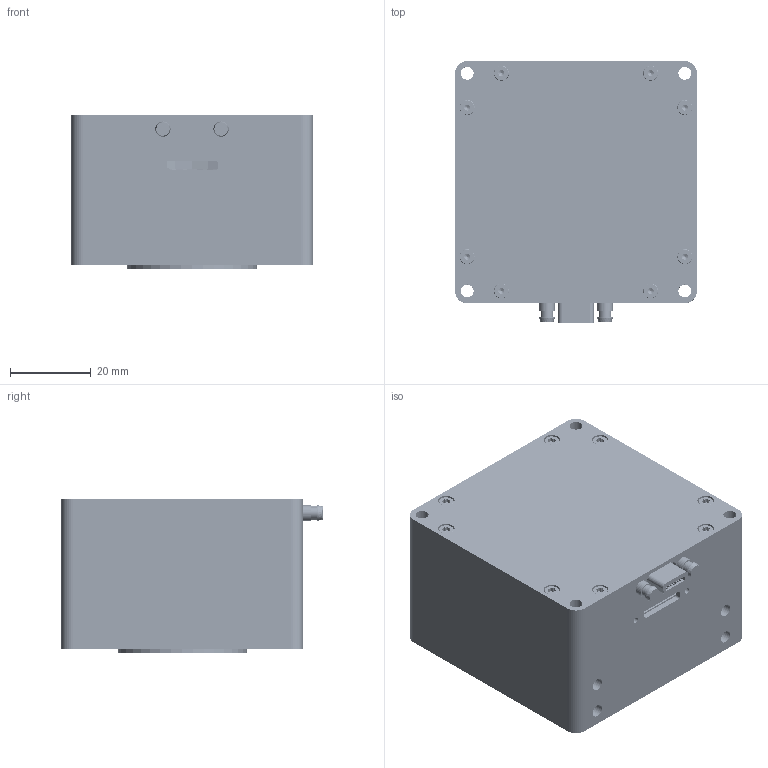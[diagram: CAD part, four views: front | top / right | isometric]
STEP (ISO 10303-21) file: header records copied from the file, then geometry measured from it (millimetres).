
FILE_DESCRIPTION(/* description */ (''),/* implementation_level */ '2;1');
FILE_NAME(/* name */ 'MECH-MD-814-ASM-1B-lightweight.stp',/* time_stamp */ '2014-08-05T14:30:17+02:00',/* author */ (''),/* organization */ (''),/* preprocessor_version */ 'ST-DEVELOPER v15',/* originating_system */ 'SIEMENS PLM Software NX 8.5',/* authorisation */ '');
FILE_SCHEMA (('AUTOMOTIVE_DESIGN { 1 0 10303 214 3 1 1 1 }'));
Products named in the file (20): PCB-MDIO_12214-8250-00FR; PGA-68-Glass; PGA-68-Silicon; PGA-68-Ceramic; PCB-MD68SY_PCB_MECH_2A; SCREW_A145790210_1A; SCREW_A145790208_1A; SCREW_A145790216_1a; MECH-MD-814-LP1x5-1A; MECH-MD-814-FHC-1B; MECH-MD-814-REAR-2-1B; MECH-MD-814-REAR-1-1B; MECH-MD-814-MID-1-1B; MECH-MD-814-FRONT-1-1B; MECH-MD-814-FLT-25X1.1-1A; PCB-MD-PCB-MDIO_1_1A_MODEL; PCB-MD-PCB-MDIO-ASM-BENT-1A; ICX-PGA-68; PCB-MD-MD68SY-PCA-2A_MODEL; MECH-MD-814-ASM-1B
Assembly tree (46 placements, depth 4):
  MECH-MD-814-ASM-1B
    MECH-MD-814-FLT-25X1.1-1A
    MECH-MD-814-FRONT-1-1B
    MECH-MD-814-MID-1-1B
    MECH-MD-814-REAR-1-1B
    MECH-MD-814-REAR-2-1B
    MECH-MD-814-FHC-1B
    PCB-MD-MD68SY-PCA-2A_MODEL
      ICX-PGA-68
        PGA-68-Ceramic
        PGA-68-Silicon
        PGA-68-Glass
      PCB-MD68SY_PCB_MECH_2A
    PCB-MD-PCB-MDIO-ASM-BENT-1A
      PCB-MD-PCB-MDIO_1_1A_MODEL
        PCB-MDIO_12214-8250-00FR
    MECH-MD-814-LP1x5-1A  x3
    SCREW_A145790216_1a  x8
    SCREW_A145790208_1A  x16
    SCREW_A145790210_1A  x4
Bounding box: 60 x 64.91 x 38.24 mm (x, y, z)
Volume: 110257.2 mm3; surface area: 65515.1 mm2
Topology: 44 solids, 44 shells, 4803 faces, 13405 edges, 8893 vertices
Faces by surface type: bspline 2584, cylinder 1055, plane 1004, cone 157, extrusion 3
Full cylindrical faces by diameter (mm): 0.1 x1, 1 x23, 1.5 x9, 1.6 x1, 1.8 x1, 2 x91, 3 x3, 3.2 x12, 3.22 x8, 3.38 x2, 3.4 x4, 3.5 x4, 3.7 x28, 4.1 x28, 4.7 x1, 22.7 x1, 23.1 x1, 23.267 x1, 24.567 x1, 25.05 x1, 25.1 x1, 32 x1, 40.4 x1, 42.6 x1, 45 x1, 45.2 x1
Entity records: 156887 total; most frequent: CARTESIAN_POINT 70883, ORIENTED_EDGE 23638, EDGE_CURVE 11819, DIRECTION 8937, VERTEX_POINT 7988, EDGE_LOOP 7266, ADVANCED_FACE 4218, FACE_OUTER_BOUND 3910
